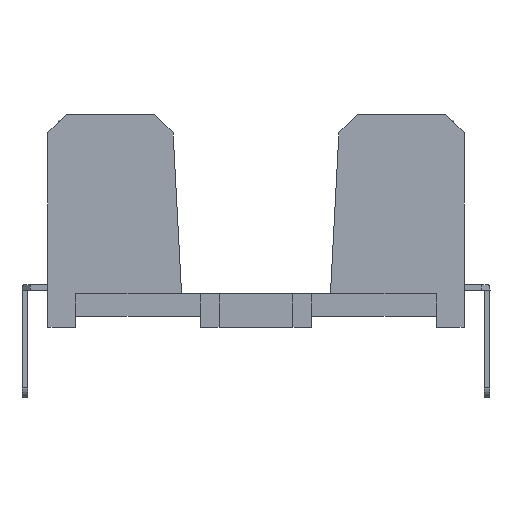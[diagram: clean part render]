
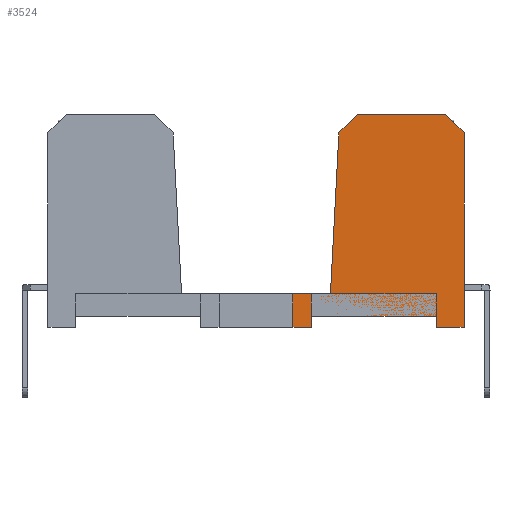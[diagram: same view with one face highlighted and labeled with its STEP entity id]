
A CAD part, front view. The second image highlights one B-rep face of the part: STEP entity #3524.
In plain terms, the highlighted planar face has unit normal (0, -1, 0).
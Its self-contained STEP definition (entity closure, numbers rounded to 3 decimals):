
#3128=CARTESIAN_POINT('',(10.256,-4.8,11.5));
#3129=VERTEX_POINT('',#3128);
#3136=CARTESIAN_POINT('',(11.25,-4.8,10.506));
#3137=VERTEX_POINT('',#3136);
#3138=CARTESIAN_POINT('',(11.25,-4.8,10.506));
#3139=DIRECTION('',(-0.707,0.0,0.707));
#3140=VECTOR('',#3139,1.406);
#3141=LINE('',#3138,#3140);
#3142=EDGE_CURVE('',#3137,#3129,#3141,.T.);
#3166=CARTESIAN_POINT('',(5.48,-4.8,11.5));
#3167=VERTEX_POINT('',#3166);
#3174=CARTESIAN_POINT('',(10.256,-4.8,11.5));
#3175=DIRECTION('',(-1.0,0.0,0.0));
#3176=VECTOR('',#3175,4.776);
#3177=LINE('',#3174,#3176);
#3178=EDGE_CURVE('',#3129,#3167,#3177,.T.);
#3197=CARTESIAN_POINT('',(4.48,-4.8,10.5));
#3198=VERTEX_POINT('',#3197);
#3205=CARTESIAN_POINT('',(5.48,-4.8,11.5));
#3206=DIRECTION('',(-0.707,0.0,-0.707));
#3207=VECTOR('',#3206,1.414);
#3208=LINE('',#3205,#3207);
#3209=EDGE_CURVE('',#3167,#3198,#3208,.T.);
#3228=CARTESIAN_POINT('',(4.024,-4.8,1.8));
#3229=VERTEX_POINT('',#3228);
#3236=CARTESIAN_POINT('',(4.48,-4.8,10.5));
#3237=DIRECTION('',(-0.052,0.,-0.999));
#3238=VECTOR('',#3237,8.712);
#3239=LINE('',#3236,#3238);
#3240=EDGE_CURVE('',#3198,#3229,#3239,.T.);
#3259=CARTESIAN_POINT('',(2.,-4.8,1.8));
#3260=VERTEX_POINT('',#3259);
#3267=CARTESIAN_POINT('',(4.024,-4.8,1.8));
#3268=DIRECTION('',(-1.0,0.0,0.0));
#3269=VECTOR('',#3268,2.024);
#3270=LINE('',#3267,#3269);
#3271=EDGE_CURVE('',#3229,#3260,#3270,.T.);
#3290=CARTESIAN_POINT('',(2.,-4.8,0.));
#3291=VERTEX_POINT('',#3290);
#3298=CARTESIAN_POINT('',(2.,-4.8,1.8));
#3299=DIRECTION('',(0.0,0.0,-1.0));
#3300=VECTOR('',#3299,1.8);
#3301=LINE('',#3298,#3300);
#3302=EDGE_CURVE('',#3260,#3291,#3301,.T.);
#3321=CARTESIAN_POINT('',(3.,-4.8,0.));
#3322=VERTEX_POINT('',#3321);
#3329=CARTESIAN_POINT('',(2.,-4.8,0.));
#3330=DIRECTION('',(1.0,0.0,0.0));
#3331=VECTOR('',#3330,1.0);
#3332=LINE('',#3329,#3331);
#3333=EDGE_CURVE('',#3291,#3322,#3332,.T.);
#3352=CARTESIAN_POINT('',(3.,-4.8,0.6));
#3353=VERTEX_POINT('',#3352);
#3360=CARTESIAN_POINT('',(3.,-4.8,0.));
#3361=DIRECTION('',(0.0,0.0,1.0));
#3362=VECTOR('',#3361,0.6);
#3363=LINE('',#3360,#3362);
#3364=EDGE_CURVE('',#3322,#3353,#3363,.T.);
#3383=CARTESIAN_POINT('',(9.75,-4.8,0.6));
#3384=VERTEX_POINT('',#3383);
#3391=CARTESIAN_POINT('',(3.,-4.8,0.6));
#3392=DIRECTION('',(1.0,0.0,0.0));
#3393=VECTOR('',#3392,6.75);
#3394=LINE('',#3391,#3393);
#3395=EDGE_CURVE('',#3353,#3384,#3394,.T.);
#3414=CARTESIAN_POINT('',(9.75,-4.8,0.));
#3415=VERTEX_POINT('',#3414);
#3422=CARTESIAN_POINT('',(9.75,-4.8,0.6));
#3423=DIRECTION('',(0.0,0.0,-1.0));
#3424=VECTOR('',#3423,0.6);
#3425=LINE('',#3422,#3424);
#3426=EDGE_CURVE('',#3384,#3415,#3425,.T.);
#3445=CARTESIAN_POINT('',(11.25,-4.8,0.));
#3446=VERTEX_POINT('',#3445);
#3453=CARTESIAN_POINT('',(9.75,-4.8,0.));
#3454=DIRECTION('',(1.0,0.0,0.0));
#3455=VECTOR('',#3454,1.5);
#3456=LINE('',#3453,#3455);
#3457=EDGE_CURVE('',#3415,#3446,#3456,.T.);
#3475=CARTESIAN_POINT('',(11.25,-4.8,0.));
#3476=DIRECTION('',(0.0,0.0,1.0));
#3477=VECTOR('',#3476,10.506);
#3478=LINE('',#3475,#3477);
#3479=EDGE_CURVE('',#3446,#3137,#3478,.T.);
#3505=CARTESIAN_POINT('',(7.146,-4.8,4.974));
#3506=DIRECTION('',(0.0,-1.0,0.0));
#3507=DIRECTION('',(0.0,0.0,1.0));
#3508=AXIS2_PLACEMENT_3D('',#3505,#3506,#3507);
#3509=PLANE('',#3508);
#3510=ORIENTED_EDGE('',*,*,#3479,.T.);
#3511=ORIENTED_EDGE('',*,*,#3142,.T.);
#3512=ORIENTED_EDGE('',*,*,#3178,.T.);
#3513=ORIENTED_EDGE('',*,*,#3209,.T.);
#3514=ORIENTED_EDGE('',*,*,#3240,.T.);
#3515=ORIENTED_EDGE('',*,*,#3271,.T.);
#3516=ORIENTED_EDGE('',*,*,#3302,.T.);
#3517=ORIENTED_EDGE('',*,*,#3333,.T.);
#3518=ORIENTED_EDGE('',*,*,#3364,.T.);
#3519=ORIENTED_EDGE('',*,*,#3395,.T.);
#3520=ORIENTED_EDGE('',*,*,#3426,.T.);
#3521=ORIENTED_EDGE('',*,*,#3457,.T.);
#3522=EDGE_LOOP('',(#3510,#3511,#3512,#3513,#3514,#3515,#3516,#3517,#3518,#3519,#3520,#3521));
#3523=FACE_OUTER_BOUND('',#3522,.T.);
#3524=ADVANCED_FACE('',(#3523),#3509,.T.);
